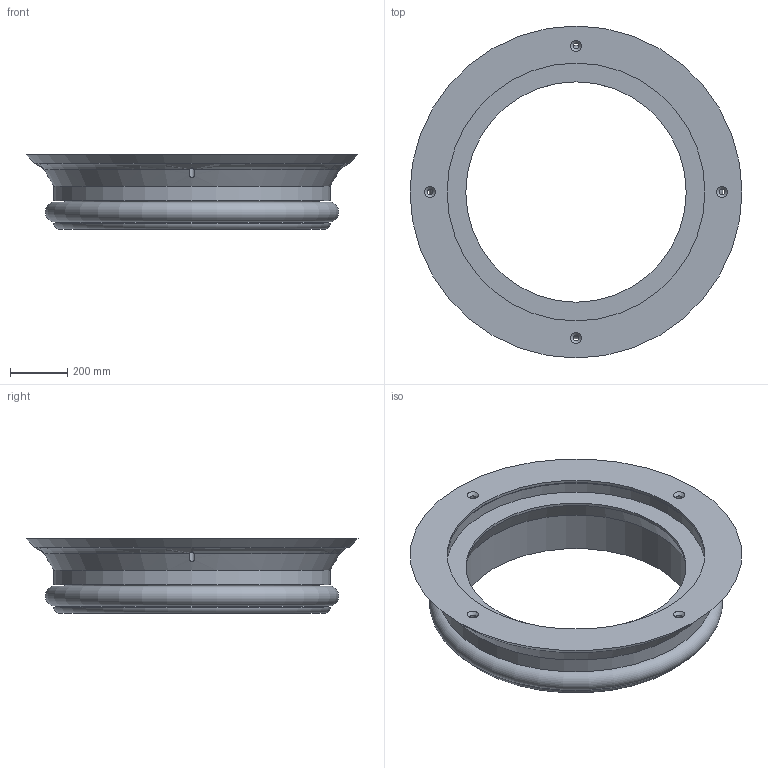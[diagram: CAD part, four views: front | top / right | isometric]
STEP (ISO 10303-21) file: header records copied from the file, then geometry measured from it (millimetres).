
FILE_DESCRIPTION(/* description */ (''),/* implementation_level */ '2;1');
FILE_NAME(/* name */ '15592.000X_3D.stp',/* time_stamp */ '2024-12-12T06:54:54+01:00',/* author */ ('CAD'),/* organization */ (''),/* preprocessor_version */ 'ST-DEVELOPER v20',/* originating_system */ 'AutoCAD Mechanical',/* authorisation */ '');
FILE_SCHEMA (('AUTOMOTIVE_DESIGN { 1 0 10303 214 3 1 1 }'));
Length unit declared in the file: centimetre
Products named in the file (2): Product; *S0
Assembly tree (1 placements, depth 2):
  Product
    *S0
Bounding box: 1160 x 1160 x 260 mm (x, y, z)
Volume: 67868197 mm3; surface area: 3284456.7 mm2
Topology: 2 solids, 2 shells, 28 faces, 75 edges, 47 vertices
Faces by surface type: cylinder 10, cone 9, torus 5, plane 4
Full cylindrical faces by diameter (mm): 20 x4, 770 x1, 810 x1, 885 x1, 901 x1, 905 x1, 965 x1
Entity records: 1125 total; most frequent: CARTESIAN_POINT 349, DIRECTION 161, ORIENTED_EDGE 150, EDGE_CURVE 75, AXIS2_PLACEMENT_3D 71, VERTEX_POINT 47, CIRCLE 40, EDGE_LOOP 36
